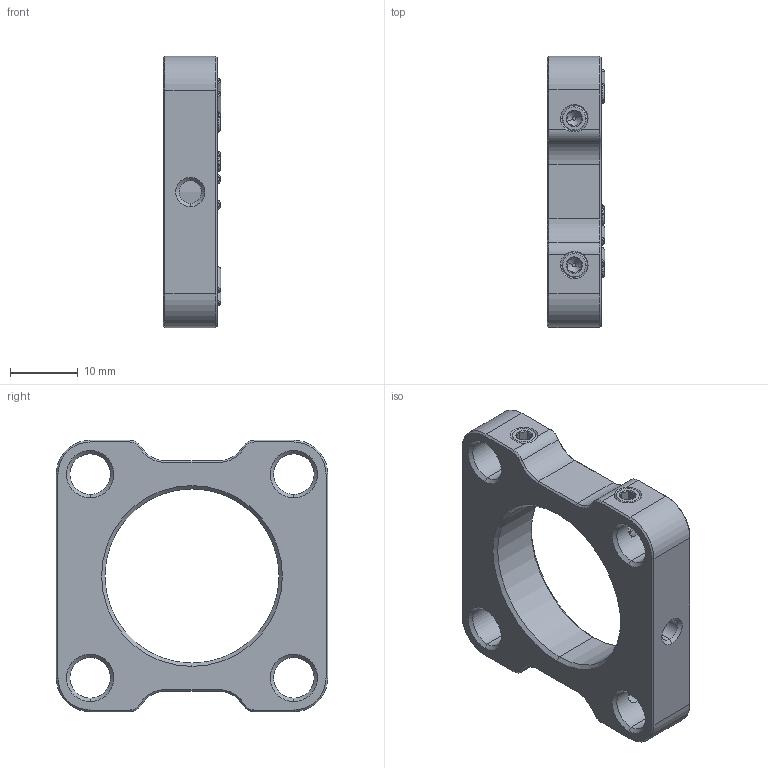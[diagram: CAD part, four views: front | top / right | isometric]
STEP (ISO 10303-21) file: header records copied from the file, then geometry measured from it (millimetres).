
FILE_DESCRIPTION (( 'STEP AP214' ), '1' );
FILE_NAME ('2.2.1.33_L30B-CXD_30 mm磁吸式笼板后固定板，带φ6mm笼杆孔和SM1螺纹，含1个SM1卡环.STEP', '2021-07-24T06:12:05', ( 'Microsoft' ), ( 'Microsoft' ), 'SwSTEP 2.0', 'SolidWorks 2018', '' );
FILE_SCHEMA (( 'AUTOMOTIVE_DESIGN' ));
Length unit declared in the file: millimetre
Products named in the file (1): 2.2.1.33_L30B-CXD_30 mm磁吸式笼板后固定板，带φ6mm笼杆孔和SM1螺纹，含1个SM1卡环
Bounding box: 8.5 x 40 x 40 mm (x, y, z)
Surface area: 4945 mm2 (no closed solid volume)
Topology: 0 solids, 21 shells, 411 faces, 1080 edges, 670 vertices
Faces by surface type: plane 172, cone 126, cylinder 80, bspline 21, torus 12
Entity records: 18469 total; most frequent: CARTESIAN_POINT 4053, DIRECTION 2048, ORIENTED_EDGE 1991, EDGE_CURVE 1072, AXIS2_PLACEMENT_3D 753, VERTEX_POINT 670, LINE 542, VECTOR 542
